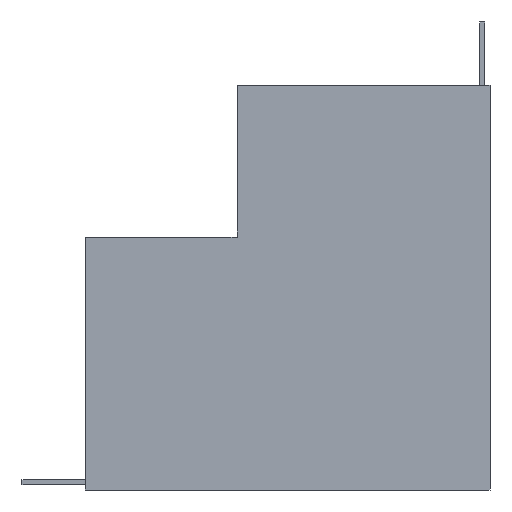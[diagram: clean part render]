
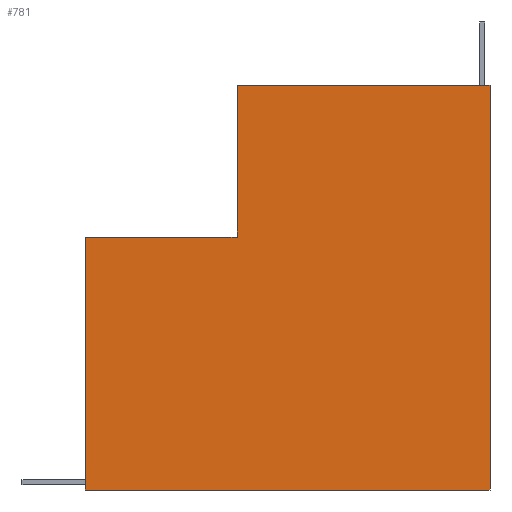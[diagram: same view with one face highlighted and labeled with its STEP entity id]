
A CAD part, front view. The second image highlights one B-rep face of the part: STEP entity #781.
In plain terms, the highlighted planar face has unit normal (0, -1, 0).
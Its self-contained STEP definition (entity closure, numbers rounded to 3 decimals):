
#22 = VERTEX_POINT ( 'NONE', #678 ) ;
#56 = DIRECTION ( 'NONE',  ( 1., 0., 0. ) ) ;
#114 = DIRECTION ( 'NONE',  ( 0., 0., 1. ) ) ;
#141 = EDGE_CURVE ( 'NONE', #22, #1192, #589, .T. ) ;
#201 = ORIENTED_EDGE ( 'NONE', *, *, #141, .F. ) ;
#228 = EDGE_CURVE ( 'NONE', #1427, #22, #1336, .T. ) ;
#253 = AXIS2_PLACEMENT_3D ( 'NONE', #1471, #706, #1606 ) ;
#308 = CARTESIAN_POINT ( 'NONE',  ( -160., -2., 100. ) ) ;
#422 = DIRECTION ( 'NONE',  ( 1., 0., 0. ) ) ;
#445 = VECTOR ( 'NONE', #114, 1000. ) ;
#457 = CARTESIAN_POINT ( 'NONE',  ( -100., -2., 100. ) ) ;
#483 = EDGE_CURVE ( 'NONE', #1143, #1358, #1006, .T. ) ;
#493 = LINE ( 'NONE', #1612, #1533 ) ;
#589 = LINE ( 'NONE', #1034, #445 ) ;
#636 = CARTESIAN_POINT ( 'NONE',  ( 0., -2., 0. ) ) ;
#643 = CARTESIAN_POINT ( 'NONE',  ( 0., -2., 160. ) ) ;
#678 = CARTESIAN_POINT ( 'NONE',  ( -100., -2., 100. ) ) ;
#698 = EDGE_CURVE ( 'NONE', #1046, #1427, #1445, .T. ) ;
#706 = DIRECTION ( 'NONE',  ( 0., -1., 0. ) ) ;
#717 = EDGE_CURVE ( 'NONE', #1192, #1143, #1438, .T. ) ;
#763 = VECTOR ( 'NONE', #422, 1000. ) ;
#781 = ADVANCED_FACE ( 'NONE', ( #868 ), #824, .T. ) ;
#805 = DIRECTION ( 'NONE',  ( 0., 0., 1. ) ) ;
#819 = EDGE_CURVE ( 'NONE', #1358, #1046, #493, .T. ) ;
#824 = PLANE ( 'NONE',  #253 ) ;
#868 = FACE_OUTER_BOUND ( 'NONE', #1068, .T. ) ;
#926 = ORIENTED_EDGE ( 'NONE', *, *, #819, .F. ) ;
#957 = VECTOR ( 'NONE', #1544, 1000. ) ;
#961 = DIRECTION ( 'NONE',  ( -1., 0., 0. ) ) ;
#1006 = LINE ( 'NONE', #636, #957 ) ;
#1034 = CARTESIAN_POINT ( 'NONE',  ( -100., -2., 160. ) ) ;
#1046 = VERTEX_POINT ( 'NONE', #1156 ) ;
#1068 = EDGE_LOOP ( 'NONE', ( #926, #1390, #1608, #201, #1284, #1414 ) ) ;
#1069 = CARTESIAN_POINT ( 'NONE',  ( 0., -2., 160. ) ) ;
#1143 = VERTEX_POINT ( 'NONE', #643 ) ;
#1156 = CARTESIAN_POINT ( 'NONE',  ( -160., -2., 0. ) ) ;
#1192 = VERTEX_POINT ( 'NONE', #1201 ) ;
#1201 = CARTESIAN_POINT ( 'NONE',  ( -100., -2., 160. ) ) ;
#1284 = ORIENTED_EDGE ( 'NONE', *, *, #228, .F. ) ;
#1336 = LINE ( 'NONE', #457, #1411 ) ;
#1338 = CARTESIAN_POINT ( 'NONE',  ( 0., -2., 0. ) ) ;
#1358 = VERTEX_POINT ( 'NONE', #1338 ) ;
#1390 = ORIENTED_EDGE ( 'NONE', *, *, #483, .F. ) ;
#1411 = VECTOR ( 'NONE', #56, 1000. ) ;
#1414 = ORIENTED_EDGE ( 'NONE', *, *, #698, .F. ) ;
#1427 = VERTEX_POINT ( 'NONE', #308 ) ;
#1438 = LINE ( 'NONE', #1069, #763 ) ;
#1445 = LINE ( 'NONE', #1448, #1462 ) ;
#1448 = CARTESIAN_POINT ( 'NONE',  ( -160., -2., 100. ) ) ;
#1462 = VECTOR ( 'NONE', #805, 1000. ) ;
#1471 = CARTESIAN_POINT ( 'NONE',  ( 0., -2., 0. ) ) ;
#1533 = VECTOR ( 'NONE', #961, 1000. ) ;
#1544 = DIRECTION ( 'NONE',  ( 0., 0., -1. ) ) ;
#1606 = DIRECTION ( 'NONE',  ( 0., 0., -1. ) ) ;
#1608 = ORIENTED_EDGE ( 'NONE', *, *, #717, .F. ) ;
#1612 = CARTESIAN_POINT ( 'NONE',  ( -160., -2., 0. ) ) ;
